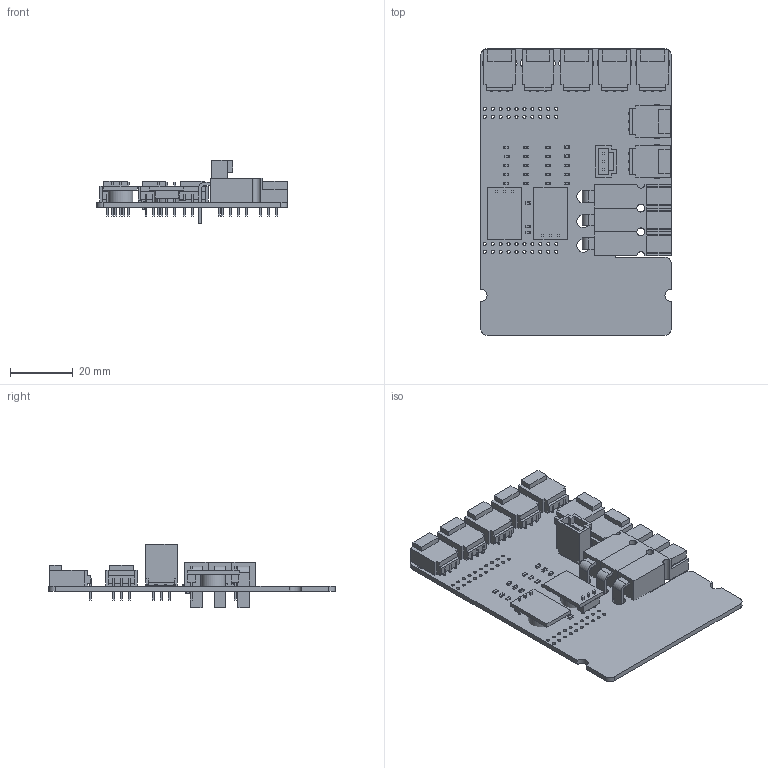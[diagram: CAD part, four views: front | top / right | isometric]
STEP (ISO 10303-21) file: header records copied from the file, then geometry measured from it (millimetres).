
FILE_DESCRIPTION(('KiCad electronic assembly'),'2;1');
FILE_NAME('ShimbleBoard_Hardware.step','2019-02-15T17:57:24',( 'An Author'),('A Company'),'Open CASCADE STEP processor 6.8', 'KiCad to STEP converter','Unknown');
FILE_SCHEMA(('AUTOMOTIVE_DESIGN_CC2 { 1 2 10303 214 -1 1 5 4 }'));
Length unit declared in the file: millimetre
Products named in the file (17): Open CASCADE STEP translator 6.8 1; OKI; SOLID; Molex_SL_03_Vertical; Socket_Strip_Straight_2x10_Pitch2.54mm; C_0603_1608Metric; R_0603_1608Metric; D_0603_1608Metric; Anderson_3_Horizontal_Side_by_Side; COMPOUND; Molex_SL_03_Horizontal
Assembly tree (45 placements, depth 3):
  Open CASCADE STEP translator 6.8 1
    OKI  x2
      SOLID
    Molex_SL_03_Vertical
      SOLID
    Socket_Strip_Straight_2x10_Pitch2.54mm  x2
    C_0603_1608Metric  x4
      SOLID
    R_0603_1608Metric  x10
      SOLID
    D_0603_1608Metric  x10
      SOLID
    Anderson_3_Horizontal_Side_by_Side
      COMPOUND
    Molex_SL_03_Horizontal  x7
      SOLID
    COMPOUND
Bounding box: 60.96 x 91.57 x 20.19 mm (x, y, z)
Volume: 16179.3 mm3; surface area: 22843.5 mm2
Topology: 38 solids, 40 shells, 1536 faces, 4109 edges, 2726 vertices
Faces by surface type: plane 1159, cylinder 377
Full cylindrical faces by diameter (mm): 0.762 x24, 0.889 x6, 1 x40, 3.45 x14, 4.06 x3, 7.874 x2
Entity records: 39024 total; most frequent: CARTESIAN_POINT 11165, DIRECTION 4595, LINE 2971, VECTOR 2971, ORIENTED_EDGE 2488, PCURVE 2484, DEFINITIONAL_REPRESENTATION 2484, EDGE_CURVE 1242
